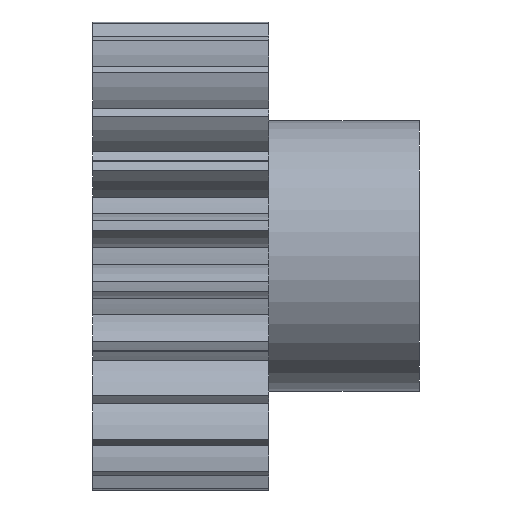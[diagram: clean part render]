
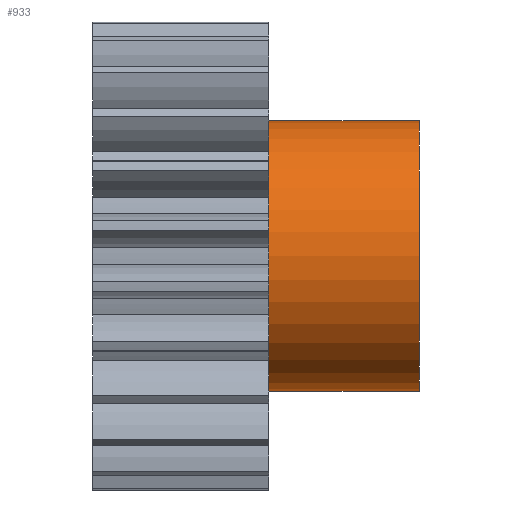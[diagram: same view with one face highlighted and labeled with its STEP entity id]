
A CAD part, front view. The second image highlights one B-rep face of the part: STEP entity #933.
In plain terms, the highlighted cylindrical face has radius 9.347 mm (diameter 18.693 mm), a partial arc.
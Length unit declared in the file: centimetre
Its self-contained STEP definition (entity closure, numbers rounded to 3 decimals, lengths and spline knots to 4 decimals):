
#18 = DIRECTION ( 'NONE',  ( 0., 0., 1. ) ) ;
#79 = CARTESIAN_POINT ( 'NONE',  ( 0., 0., 0.9347 ) ) ;
#85 = CARTESIAN_POINT ( 'NONE',  ( 0., 1.04, 0.9347 ) ) ;
#247 = EDGE_CURVE ( 'NONE', #2333, #1372, #2262, .T. ) ;
#431 = FACE_OUTER_BOUND ( 'NONE', #1272, .T. ) ;
#478 = ORIENTED_EDGE ( 'NONE', *, *, #628, .T. ) ;
#628 = EDGE_CURVE ( 'NONE', #3123, #2615, #2864, .T. ) ;
#741 = AXIS2_PLACEMENT_3D ( 'NONE', #3130, #1177, #2796 ) ;
#745 = DIRECTION ( 'NONE',  ( 0., -1., 0. ) ) ;
#933 = ADVANCED_FACE ( 'NONE', ( #431 ), #2626, .T. ) ;
#1102 = ORIENTED_EDGE ( 'NONE', *, *, #2452, .F. ) ;
#1177 = DIRECTION ( 'NONE',  ( 0., 1., 0. ) ) ;
#1272 = EDGE_LOOP ( 'NONE', ( #2360, #1960, #478, #1102 ) ) ;
#1372 = VERTEX_POINT ( 'NONE', #3303 ) ;
#1436 = DIRECTION ( 'NONE',  ( 0., -1., 0. ) ) ;
#1672 = EDGE_CURVE ( 'NONE', #2333, #3123, #3219, .T. ) ;
#1698 = CARTESIAN_POINT ( 'NONE',  ( 0., 1.04, 0. ) ) ;
#1960 = ORIENTED_EDGE ( 'NONE', *, *, #1672, .T. ) ;
#2009 = DIRECTION ( 'NONE',  ( 0., -1., 0. ) ) ;
#2018 = CARTESIAN_POINT ( 'NONE',  ( 0., 1.04, 0.9347 ) ) ;
#2262 = CIRCLE ( 'NONE', #2800, 0.9347 ) ;
#2333 = VERTEX_POINT ( 'NONE', #2018 ) ;
#2360 = ORIENTED_EDGE ( 'NONE', *, *, #247, .F. ) ;
#2452 = EDGE_CURVE ( 'NONE', #1372, #2615, #3980, .T. ) ;
#2608 = VECTOR ( 'NONE', #1436, 100. ) ;
#2615 = VERTEX_POINT ( 'NONE', #3784 ) ;
#2626 = CYLINDRICAL_SURFACE ( 'NONE', #4025, 0.9347 ) ;
#2796 = DIRECTION ( 'NONE',  ( 0., 0., 1. ) ) ;
#2800 = AXIS2_PLACEMENT_3D ( 'NONE', #3178, #3217, #18 ) ;
#2864 = CIRCLE ( 'NONE', #741, 0.9347 ) ;
#3123 = VERTEX_POINT ( 'NONE', #79 ) ;
#3130 = CARTESIAN_POINT ( 'NONE',  ( 0., 0., 0. ) ) ;
#3178 = CARTESIAN_POINT ( 'NONE',  ( 0., 1.04, 0. ) ) ;
#3217 = DIRECTION ( 'NONE',  ( 0., 1., 0. ) ) ;
#3219 = LINE ( 'NONE', #85, #3835 ) ;
#3292 = DIRECTION ( 'NONE',  ( 0., 0., -1. ) ) ;
#3303 = CARTESIAN_POINT ( 'NONE',  ( 0., 1.04, -0.9347 ) ) ;
#3784 = CARTESIAN_POINT ( 'NONE',  ( 0., 0., -0.9347 ) ) ;
#3835 = VECTOR ( 'NONE', #745, 100. ) ;
#3980 = LINE ( 'NONE', #4032, #2608 ) ;
#4025 = AXIS2_PLACEMENT_3D ( 'NONE', #1698, #2009, #3292 ) ;
#4032 = CARTESIAN_POINT ( 'NONE',  ( 0., 1.04, -0.9347 ) ) ;
